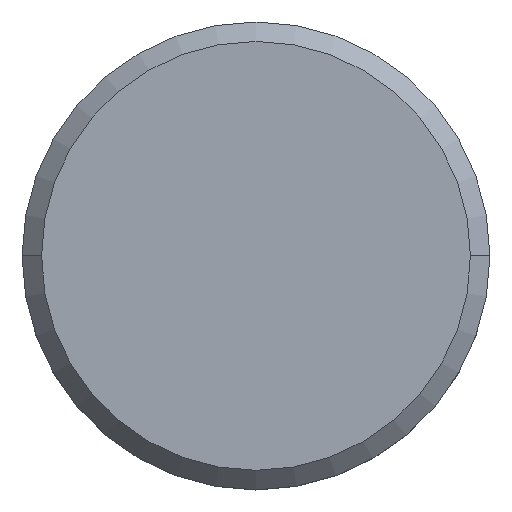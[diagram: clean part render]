
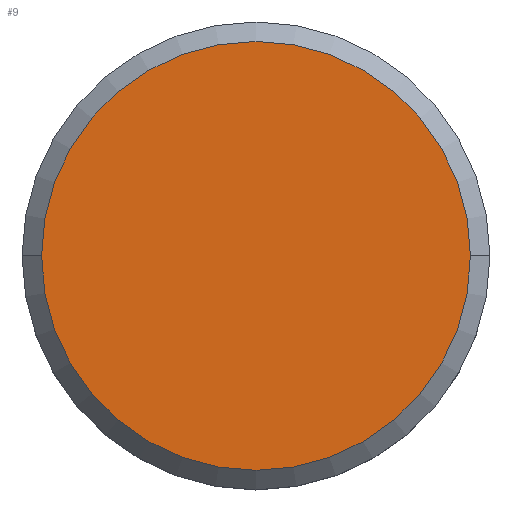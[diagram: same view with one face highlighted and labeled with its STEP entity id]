
A CAD part, top view. The second image highlights one B-rep face of the part: STEP entity #9.
In plain terms, the highlighted planar face has unit normal (0, 0, 1).
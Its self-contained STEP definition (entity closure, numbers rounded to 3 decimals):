
#9 = ADVANCED_FACE ( 'NONE', ( #358 ), #223, .T. ) ;
#37 = DIRECTION ( 'NONE',  ( 0., 0., 1. ) ) ;
#39 = AXIS2_PLACEMENT_3D ( 'NONE', #92, #101, #133 ) ;
#46 = DIRECTION ( 'NONE',  ( 1., 0., 0. ) ) ;
#48 = EDGE_LOOP ( 'NONE', ( #203, #227 ) ) ;
#86 = EDGE_CURVE ( 'NONE', #134, #211, #366, .T. ) ;
#92 = CARTESIAN_POINT ( 'NONE',  ( 0., 0., 0. ) ) ;
#101 = DIRECTION ( 'NONE',  ( 0., 0., 1. ) ) ;
#133 = DIRECTION ( 'NONE',  ( 1., 0., 0. ) ) ;
#134 = VERTEX_POINT ( 'NONE', #216 ) ;
#146 = AXIS2_PLACEMENT_3D ( 'NONE', #435, #459, #46 ) ;
#153 = CIRCLE ( 'NONE', #39, 5.5 ) ;
#175 = DIRECTION ( 'NONE',  ( 1., 0., 0. ) ) ;
#203 = ORIENTED_EDGE ( 'NONE', *, *, #86, .T. ) ;
#211 = VERTEX_POINT ( 'NONE', #232 ) ;
#216 = CARTESIAN_POINT ( 'NONE',  ( -5.5, 0., 0. ) ) ;
#223 = PLANE ( 'NONE',  #146 ) ;
#227 = ORIENTED_EDGE ( 'NONE', *, *, #410, .T. ) ;
#228 = AXIS2_PLACEMENT_3D ( 'NONE', #350, #37, #175 ) ;
#232 = CARTESIAN_POINT ( 'NONE',  ( 5.5, 0., 0. ) ) ;
#350 = CARTESIAN_POINT ( 'NONE',  ( 0., 0., 0. ) ) ;
#358 = FACE_OUTER_BOUND ( 'NONE', #48, .T. ) ;
#366 = CIRCLE ( 'NONE', #228, 5.5 ) ;
#410 = EDGE_CURVE ( 'NONE', #211, #134, #153, .T. ) ;
#435 = CARTESIAN_POINT ( 'NONE',  ( 0., 0., 0. ) ) ;
#459 = DIRECTION ( 'NONE',  ( 0., 0., 1. ) ) ;
